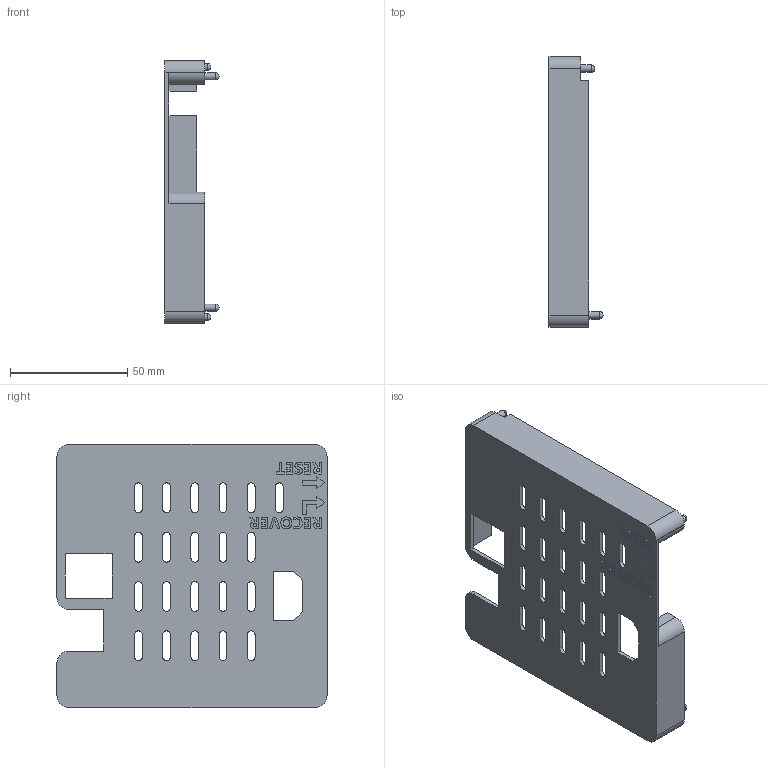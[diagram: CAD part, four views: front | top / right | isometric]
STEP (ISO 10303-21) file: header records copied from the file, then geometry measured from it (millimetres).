
FILE_DESCRIPTION(/* description */ ('STEP AP242','CAx-IF Rec.Pracs.---Representation and Presentation of Product Manufacturing Information (PMI)---4.0---2014-10-13','CAx-IF Rec.Pracs.---3D Tessellated Geometry---0.4---2014-09-14','2;1'),/* implementation_level */ '2;1');
FILE_NAME(/* name */ 'lid',/* time_stamp */ '2025-10-08T02:15:58Z',/* author */ (''),/* organization */ (''),/* preprocessor_version */ 'ST-DEVELOPER v20');
FILE_SCHEMA (('AP242_MANAGED_MODEL_BASED_3D_ENGINEERING_MIM_LF { 1 0 10303 442 1 1 4 }'));
Length unit declared in the file: metre
Products named in the file (2): Lid
Assembly tree (1 placements, depth 2):
  Lid
    Lid
Bounding box: 23 x 115 x 112 mm (x, y, z)
Volume: 44730.3 mm3; surface area: 33843.2 mm2
Topology: 1 solids, 1 shells, 361 faces, 1019 edges, 678 vertices
Faces by surface type: plane 218, cylinder 76, bspline 63, sphere 4
Full cylindrical faces by diameter (mm): 3 x4
Entity records: 11873 total; most frequent: CARTESIAN_POINT 2735, ORIENTED_EDGE 2012, DIRECTION 1632, EDGE_CURVE 1006, LINE 728, VECTOR 728, VERTEX_POINT 673, AXIS2_PLACEMENT_3D 452
